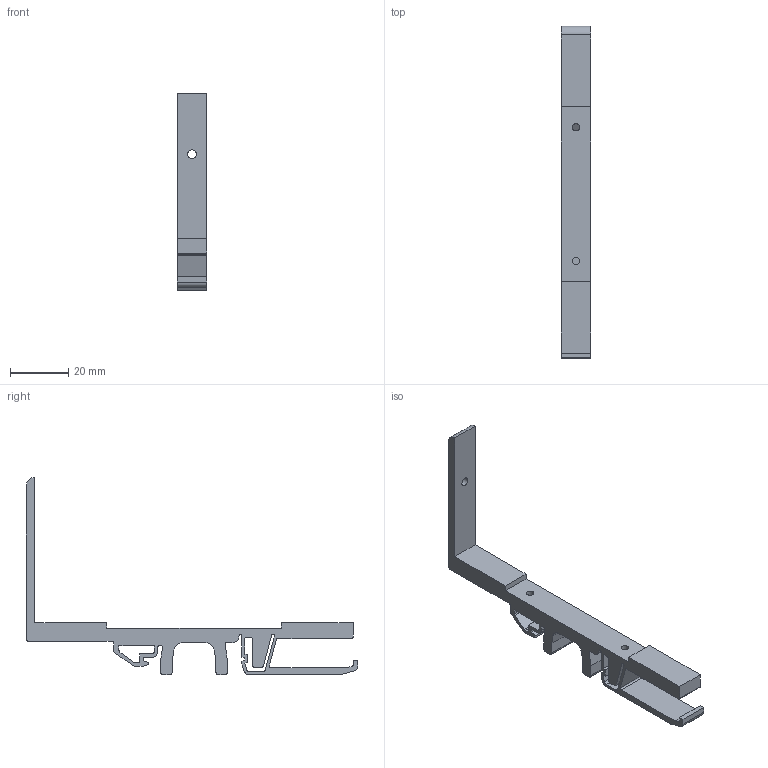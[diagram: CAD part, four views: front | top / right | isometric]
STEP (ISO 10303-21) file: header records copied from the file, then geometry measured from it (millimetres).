
FILE_DESCRIPTION(('FreeCAD Model'),'2;1');
FILE_NAME('Open CASCADE Shape Model','2025-05-19T22:36:51',(''),(''), 'Open CASCADE STEP processor 7.8','FreeCAD','Unknown');
FILE_SCHEMA(('AUTOMOTIVE_DESIGN { 1 0 10303 214 1 1 1 1 }'));
Length unit declared in the file: millimetre
Products named in the file (1): din1
Bounding box: 10 x 114.1 x 68 mm (x, y, z)
Volume: 10224.2 mm3; surface area: 7930.1 mm2
Topology: 1 solids, 1 shells, 104 faces, 305 edges, 204 vertices
Faces by surface type: plane 67, cylinder 37
Full cylindrical faces by diameter (mm): 2.5 x2, 3 x1
Entity records: 3497 total; most frequent: CARTESIAN_POINT 614, ORIENTED_EDGE 610, DIRECTION 589, EDGE_CURVE 305, LINE 231, VECTOR 231, VERTEX_POINT 204, AXIS2_PLACEMENT_3D 179
